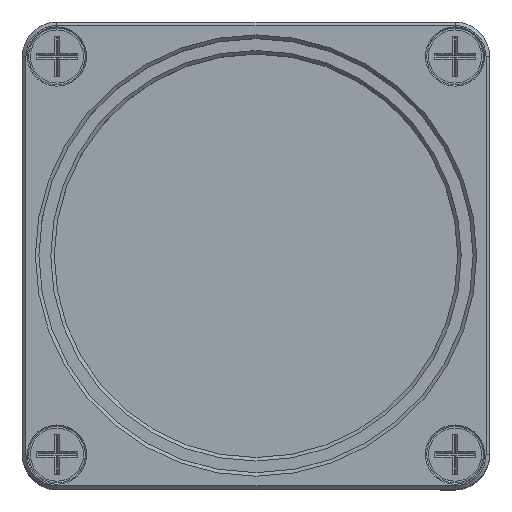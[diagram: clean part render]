
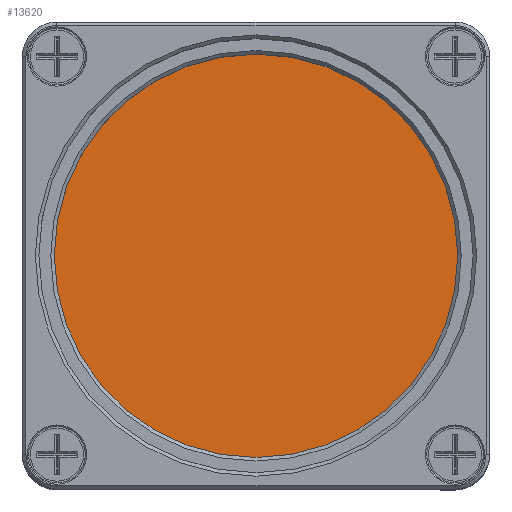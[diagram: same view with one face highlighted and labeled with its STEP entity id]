
A CAD part, top view. The second image highlights one B-rep face of the part: STEP entity #13620.
In plain terms, the highlighted face is planar.
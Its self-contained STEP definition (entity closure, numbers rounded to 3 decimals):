
#6674=FACE_OUTER_BOUND('',#26196,.T.);
#13620=ADVANCED_FACE('',(#6674),#19352,.F.);
#19352=PLANE('',#141882);
#26196=EDGE_LOOP('',(#54530));
#32120=CIRCLE('',#141879,12.5);
#54530=ORIENTED_EDGE('',*,*,#96366,.F.);
#79961=VERTEX_POINT('',#205893);
#96366=EDGE_CURVE('',#79961,#79961,#32120,.T.);
#141879=AXIS2_PLACEMENT_3D('',#205892,#166912,#166913);
#141882=AXIS2_PLACEMENT_3D('',#205896,#166918,#166919);
#166912=DIRECTION('',(0.,0.,1.));
#166913=DIRECTION('',(1.,0.,0.));
#166918=DIRECTION('',(0.,0.,1.));
#166919=DIRECTION('',(1.,0.,0.));
#205892=CARTESIAN_POINT('',(0.,0.,0.));
#205893=CARTESIAN_POINT('',(12.5,0.,0.));
#205896=CARTESIAN_POINT('',(0.,0.,0.));
